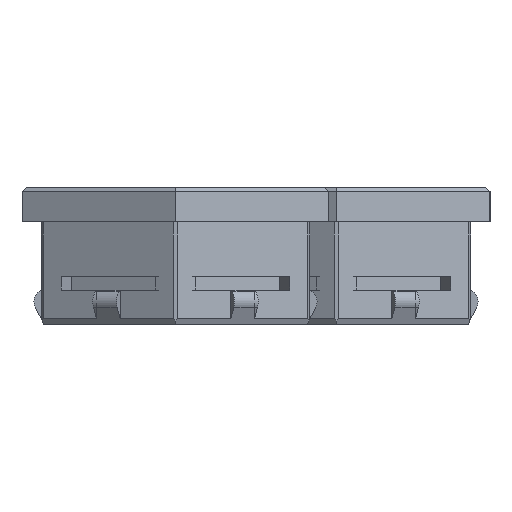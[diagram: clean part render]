
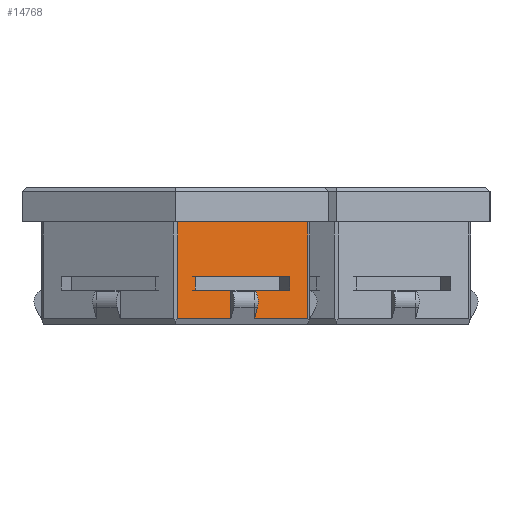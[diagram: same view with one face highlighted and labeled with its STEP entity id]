
A CAD part, left-side view. The second image highlights one B-rep face of the part: STEP entity #14768.
In plain terms, the highlighted planar face has unit normal (-0.866, -0.5, 0).
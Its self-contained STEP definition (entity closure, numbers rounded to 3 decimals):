
#738=PLANE('',#15613);
#1518=FACE_OUTER_BOUND('',#2326,.T.);
#2326=EDGE_LOOP('',(#13765,#13766,#13767,#13768,#13769,#13770,#13771,#13772,
#13773,#13774,#13775,#13776));
#4151=LINE('',#23020,#6147);
#4157=LINE('',#23032,#6153);
#4160=LINE('',#23037,#6156);
#4228=LINE('',#23193,#6224);
#4266=LINE('',#23263,#6262);
#4267=LINE('',#23267,#6263);
#4268=LINE('',#23269,#6264);
#4269=LINE('',#23271,#6265);
#4270=LINE('',#23273,#6266);
#4271=LINE('',#23275,#6267);
#4272=LINE('',#23276,#6268);
#4273=LINE('',#23277,#6269);
#6147=VECTOR('',#18906,10.);
#6153=VECTOR('',#18912,10.);
#6156=VECTOR('',#18917,10.);
#6224=VECTOR('',#19045,10.);
#6262=VECTOR('',#19099,10.);
#6263=VECTOR('',#19104,10.);
#6264=VECTOR('',#19105,10.);
#6265=VECTOR('',#19106,10.);
#6266=VECTOR('',#19107,10.);
#6267=VECTOR('',#19108,10.);
#6268=VECTOR('',#19109,10.);
#6269=VECTOR('',#19110,10.);
#7663=VERTEX_POINT('',#23017);
#7664=VERTEX_POINT('',#23019);
#7669=VERTEX_POINT('',#23029);
#7670=VERTEX_POINT('',#23031);
#7671=VERTEX_POINT('',#23035);
#7729=VERTEX_POINT('',#23192);
#7753=VERTEX_POINT('',#23261);
#7754=VERTEX_POINT('',#23266);
#7755=VERTEX_POINT('',#23268);
#7756=VERTEX_POINT('',#23270);
#7757=VERTEX_POINT('',#23272);
#7758=VERTEX_POINT('',#23274);
#9663=EDGE_CURVE('',#7663,#7664,#4151,.T.);
#9669=EDGE_CURVE('',#7669,#7670,#4157,.T.);
#9672=EDGE_CURVE('',#7663,#7671,#4160,.T.);
#9750=EDGE_CURVE('',#7664,#7729,#4228,.T.);
#9788=EDGE_CURVE('',#7753,#7669,#4266,.T.);
#9789=EDGE_CURVE('',#7671,#7754,#4267,.T.);
#9790=EDGE_CURVE('',#7754,#7755,#4268,.T.);
#9791=EDGE_CURVE('',#7755,#7756,#4269,.T.);
#9792=EDGE_CURVE('',#7756,#7757,#4270,.T.);
#9793=EDGE_CURVE('',#7757,#7758,#4271,.T.);
#9794=EDGE_CURVE('',#7758,#7670,#4272,.T.);
#9795=EDGE_CURVE('',#7753,#7729,#4273,.F.);
#13765=ORIENTED_EDGE('',*,*,#9750,.F.);
#13766=ORIENTED_EDGE('',*,*,#9663,.F.);
#13767=ORIENTED_EDGE('',*,*,#9672,.T.);
#13768=ORIENTED_EDGE('',*,*,#9789,.T.);
#13769=ORIENTED_EDGE('',*,*,#9790,.T.);
#13770=ORIENTED_EDGE('',*,*,#9791,.T.);
#13771=ORIENTED_EDGE('',*,*,#9792,.T.);
#13772=ORIENTED_EDGE('',*,*,#9793,.T.);
#13773=ORIENTED_EDGE('',*,*,#9794,.T.);
#13774=ORIENTED_EDGE('',*,*,#9669,.F.);
#13775=ORIENTED_EDGE('',*,*,#9788,.F.);
#13776=ORIENTED_EDGE('',*,*,#9795,.T.);
#14768=ADVANCED_FACE('',(#1518),#738,.T.);
#15613=AXIS2_PLACEMENT_3D('',#23265,#19102,#19103);
#18906=DIRECTION('',(-0.5,0.866,0.));
#18912=DIRECTION('',(-0.5,0.866,0.));
#18917=DIRECTION('',(0.,0.,1.));
#19045=DIRECTION('',(0.,0.,1.));
#19099=DIRECTION('',(0.,0.,-1.));
#19102=DIRECTION('center_axis',(-0.866,-0.5,0.));
#19103=DIRECTION('ref_axis',(-0.5,0.866,0.));
#19104=DIRECTION('',(-0.5,0.866,0.));
#19105=DIRECTION('',(0.,0.,1.));
#19106=DIRECTION('',(0.5,-0.866,0.));
#19107=DIRECTION('',(0.,0.,-1.));
#19108=DIRECTION('',(-0.5,0.866,0.));
#19109=DIRECTION('',(0.,0.,-1.));
#19110=DIRECTION('',(0.5,-0.866,0.));
#23017=CARTESIAN_POINT('',(-110.878,-86.659,0.4));
#23019=CARTESIAN_POINT('',(-113.122,-82.773,0.4));
#23020=CARTESIAN_POINT('',(-109.081,-89.771,0.4));
#23029=CARTESIAN_POINT('',(-107.635,-92.277,0.4));
#23031=CARTESIAN_POINT('',(-109.878,-88.391,0.4));
#23032=CARTESIAN_POINT('',(-109.081,-89.771,0.4));
#23035=CARTESIAN_POINT('',(-110.878,-86.659,2.5));
#23037=CARTESIAN_POINT('',(-110.878,-86.659,4.));
#23192=CARTESIAN_POINT('',(-113.122,-82.773,7.5));
#23193=CARTESIAN_POINT('',(-113.122,-82.773,8.));
#23261=CARTESIAN_POINT('',(-107.635,-92.277,7.5));
#23263=CARTESIAN_POINT('',(-107.635,-92.277,8.));
#23265=CARTESIAN_POINT('Origin',(-107.535,-92.45,8.));
#23266=CARTESIAN_POINT('',(-112.378,-84.061,2.5));
#23267=CARTESIAN_POINT('',(-108.956,-89.988,2.5));
#23268=CARTESIAN_POINT('',(-112.378,-84.061,3.5));
#23269=CARTESIAN_POINT('',(-112.378,-84.061,4.875));
#23270=CARTESIAN_POINT('',(-108.378,-90.989,3.5));
#23271=CARTESIAN_POINT('',(-108.956,-89.988,3.5));
#23272=CARTESIAN_POINT('',(-108.378,-90.989,2.5));
#23273=CARTESIAN_POINT('',(-108.378,-90.989,4.875));
#23274=CARTESIAN_POINT('',(-109.878,-88.391,2.5));
#23275=CARTESIAN_POINT('',(-108.956,-89.988,2.5));
#23276=CARTESIAN_POINT('',(-109.878,-88.391,4.));
#23277=CARTESIAN_POINT('',(-108.956,-89.988,7.5));
